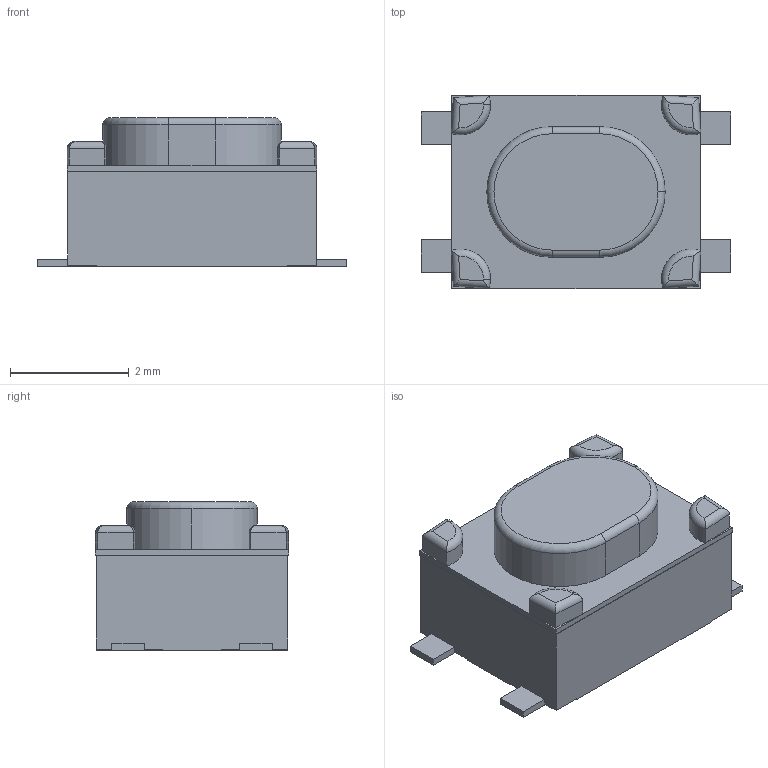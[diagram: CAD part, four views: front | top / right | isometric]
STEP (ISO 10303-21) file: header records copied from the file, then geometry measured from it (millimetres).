
FILE_DESCRIPTION (( 'STEP AP214' ), '1' );
FILE_NAME ('SW-SMD_4P-L4.2-W3.3-H2.5-P2.15-LS5.1.step', '2022-07-26T07:57:39', ( '' ), ( '' ), 'SwSTEP 2.0', 'SolidWorks 2021', '' );
FILE_SCHEMA (( 'AUTOMOTIVE_DESIGN' ));
Length unit declared in the file: millimetre
Products named in the file (1): SW-SMD_4P-L4.2-W3.3-H2.5-P2.15-LS5.1
Bounding box: 5.2 x 3.25 x 2.5 mm (x, y, z)
Volume: 28 mm3; surface area: 66.4 mm2
Topology: 1 solids, 1 shells, 456 faces, 1229 edges, 806 vertices
Faces by surface type: plane 276, bspline 146, cylinder 25, torus 9
Entity records: 21740 total; most frequent: CARTESIAN_POINT 6258, ORIENTED_EDGE 2458, DIRECTION 1592, EDGE_CURVE 1229, LINE 872, VECTOR 872, VERTEX_POINT 806, EDGE_LOOP 487
